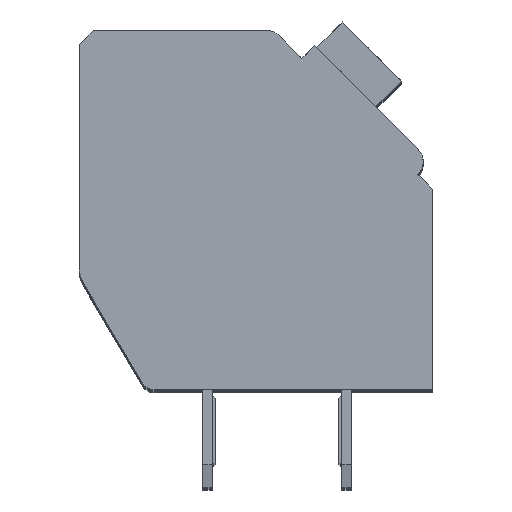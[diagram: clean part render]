
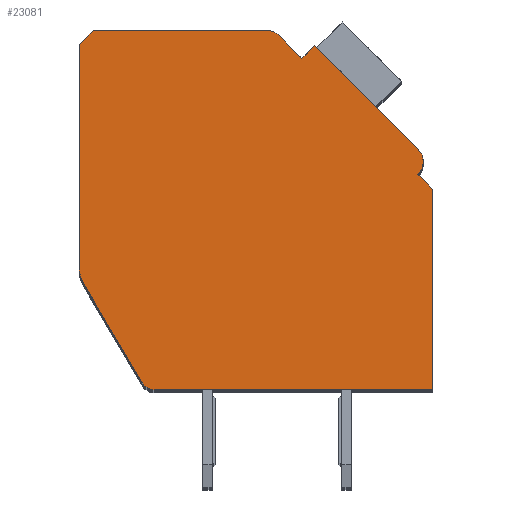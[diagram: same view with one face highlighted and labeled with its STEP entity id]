
A CAD part, top view. The second image highlights one B-rep face of the part: STEP entity #23081.
In plain terms, the highlighted planar face has unit normal (0, 0, 1).
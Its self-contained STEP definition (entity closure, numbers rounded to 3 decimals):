
#477=DIRECTION('',(0.,-1.,0.));
#478=VECTOR('',#477,8.053);
#479=CARTESIAN_POINT('',(-12.7,12.4,2.1));
#480=LINE('',#479,#478);
#481=DIRECTION('',(-0.707,-0.707,0.));
#482=VECTOR('',#481,0.707);
#483=CARTESIAN_POINT('',(-12.2,12.9,2.1));
#484=LINE('',#483,#482);
#485=DIRECTION('',(-1.,0.,0.));
#486=VECTOR('',#485,6.298);
#487=CARTESIAN_POINT('',(-5.902,12.9,2.1));
#488=LINE('',#487,#486);
#489=CARTESIAN_POINT('',(-5.902,12.4,2.1));
#490=DIRECTION('',(0.,0.,1.));
#491=DIRECTION('',(0.707,0.707,0.));
#492=AXIS2_PLACEMENT_3D('',#489,#490,#491);
#494=DIRECTION('',(-0.707,0.707,0.));
#495=VECTOR('',#494,1.197);
#496=CARTESIAN_POINT('',(-4.702,11.907,2.1));
#497=LINE('',#496,#495);
#498=DIRECTION('',(-0.707,-0.707,0.));
#499=VECTOR('',#498,0.65);
#500=CARTESIAN_POINT('',(-4.243,12.367,2.1));
#501=LINE('',#500,#499);
#502=DIRECTION('',(-0.707,0.707,0.));
#503=VECTOR('',#502,5.25);
#504=CARTESIAN_POINT('',(-0.53,8.655,2.1));
#505=LINE('',#504,#503);
#506=CARTESIAN_POINT('',(-0.99,8.195,2.1));
#507=DIRECTION('',(0.,0.,1.));
#508=DIRECTION('',(0.707,-0.707,0.));
#509=AXIS2_PLACEMENT_3D('',#506,#507,#508);
#511=DIRECTION('',(-0.707,0.707,0.));
#512=VECTOR('',#511,0.75);
#513=CARTESIAN_POINT('',(0.,7.205,2.1));
#514=LINE('',#513,#512);
#515=DIRECTION('',(0.,1.,0.));
#516=VECTOR('',#515,7.205);
#517=CARTESIAN_POINT('',(0.,0.,2.1));
#518=LINE('',#517,#516);
#519=DIRECTION('',(1.,0.,0.));
#520=VECTOR('',#519,10.014);
#521=CARTESIAN_POINT('',(-10.014,0.,2.1));
#522=LINE('',#521,#520);
#523=CARTESIAN_POINT('',(-10.014,0.5,2.1));
#524=DIRECTION('',(0.,0.,1.));
#525=DIRECTION('',(-0.862,-0.508,0.));
#526=AXIS2_PLACEMENT_3D('',#523,#524,#525);
#528=DIRECTION('',(0.508,-0.862,0.));
#529=VECTOR('',#528,4.17);
#530=CARTESIAN_POINT('',(-12.562,3.839,2.1));
#531=LINE('',#530,#529);
#532=CARTESIAN_POINT('',(-11.7,4.347,2.1));
#533=DIRECTION('',(0.,0.,1.));
#534=DIRECTION('',(-1.,0.,0.));
#535=AXIS2_PLACEMENT_3D('',#532,#533,#534);
#17299=CARTESIAN_POINT('',(-12.7,12.4,2.1));
#17300=CARTESIAN_POINT('',(-12.7,4.347,2.1));
#17301=VERTEX_POINT('',#17299);
#17302=VERTEX_POINT('',#17300);
#17303=CARTESIAN_POINT('',(-12.562,3.839,2.1));
#17304=VERTEX_POINT('',#17303);
#17305=CARTESIAN_POINT('',(-10.445,0.246,2.1));
#17306=VERTEX_POINT('',#17305);
#17307=CARTESIAN_POINT('',(-10.014,0.,2.1));
#17308=VERTEX_POINT('',#17307);
#17309=CARTESIAN_POINT('',(0.,0.,2.1));
#17310=VERTEX_POINT('',#17309);
#17311=CARTESIAN_POINT('',(0.,7.205,2.1));
#17312=VERTEX_POINT('',#17311);
#17313=CARTESIAN_POINT('',(-0.53,7.735,2.1));
#17314=VERTEX_POINT('',#17313);
#17315=CARTESIAN_POINT('',(-0.53,8.655,2.1));
#17316=VERTEX_POINT('',#17315);
#17317=CARTESIAN_POINT('',(-4.243,12.367,2.1));
#17318=VERTEX_POINT('',#17317);
#17319=CARTESIAN_POINT('',(-4.702,11.907,2.1));
#17320=VERTEX_POINT('',#17319);
#17321=CARTESIAN_POINT('',(-5.548,12.754,2.1));
#17322=VERTEX_POINT('',#17321);
#17323=CARTESIAN_POINT('',(-5.902,12.9,2.1));
#17324=VERTEX_POINT('',#17323);
#17325=CARTESIAN_POINT('',(-12.2,12.9,2.1));
#17326=VERTEX_POINT('',#17325);
#23048=CARTESIAN_POINT('',(0.,0.,2.1));
#23049=DIRECTION('',(0.,0.,1.));
#23050=DIRECTION('',(1.,0.,0.));
#23051=AXIS2_PLACEMENT_3D('',#23048,#23049,#23050);
#23052=PLANE('',#23051);
#23053=ORIENTED_EDGE('',*,*,#22597,.F.);
#23055=ORIENTED_EDGE('',*,*,#23054,.F.);
#23057=ORIENTED_EDGE('',*,*,#23056,.F.);
#23059=ORIENTED_EDGE('',*,*,#23058,.F.);
#23061=ORIENTED_EDGE('',*,*,#23060,.F.);
#23063=ORIENTED_EDGE('',*,*,#23062,.F.);
#23065=ORIENTED_EDGE('',*,*,#23064,.F.);
#23067=ORIENTED_EDGE('',*,*,#23066,.F.);
#23069=ORIENTED_EDGE('',*,*,#23068,.F.);
#23071=ORIENTED_EDGE('',*,*,#23070,.F.);
#23073=ORIENTED_EDGE('',*,*,#23072,.F.);
#23075=ORIENTED_EDGE('',*,*,#23074,.F.);
#23077=ORIENTED_EDGE('',*,*,#23076,.F.);
#23078=ORIENTED_EDGE('',*,*,#22771,.F.);
#23079=EDGE_LOOP('',(#23053,#23055,#23057,#23059,#23061,#23063,#23065,#23067,
#23069,#23071,#23073,#23075,#23077,#23078));
#23080=FACE_OUTER_BOUND('',#23079,.F.);
#493=CIRCLE('',#492,0.5);
#510=CIRCLE('',#509,0.65);
#527=CIRCLE('',#526,0.5);
#536=CIRCLE('',#535,1.);
#22597=EDGE_CURVE('',#17301,#17302,#480,.T.);
#22771=EDGE_CURVE('',#17302,#17304,#536,.T.);
#23054=EDGE_CURVE('',#17326,#17301,#484,.T.);
#23056=EDGE_CURVE('',#17324,#17326,#488,.T.);
#23058=EDGE_CURVE('',#17322,#17324,#493,.T.);
#23060=EDGE_CURVE('',#17320,#17322,#497,.T.);
#23062=EDGE_CURVE('',#17318,#17320,#501,.T.);
#23064=EDGE_CURVE('',#17316,#17318,#505,.T.);
#23066=EDGE_CURVE('',#17314,#17316,#510,.T.);
#23068=EDGE_CURVE('',#17312,#17314,#514,.T.);
#23070=EDGE_CURVE('',#17310,#17312,#518,.T.);
#23072=EDGE_CURVE('',#17308,#17310,#522,.T.);
#23074=EDGE_CURVE('',#17306,#17308,#527,.T.);
#23076=EDGE_CURVE('',#17304,#17306,#531,.T.);
#23081=ADVANCED_FACE('',(#23080),#23052,.T.);
